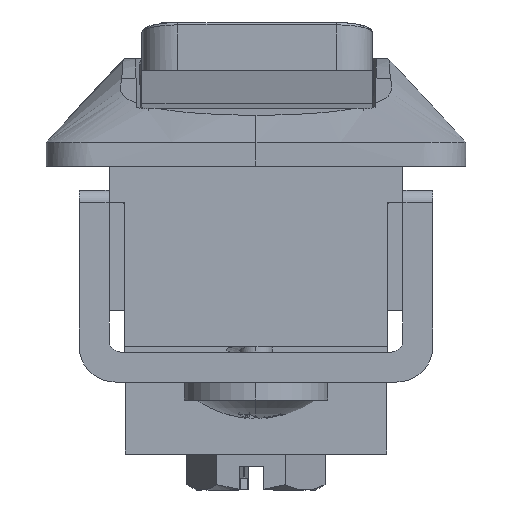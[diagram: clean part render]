
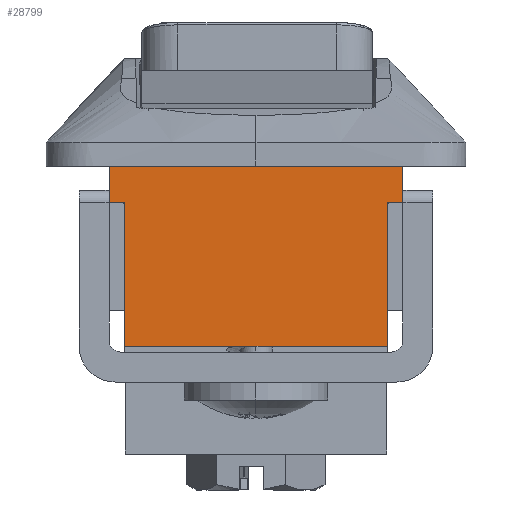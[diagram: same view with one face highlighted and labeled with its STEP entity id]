
A CAD part, left-side view. The second image highlights one B-rep face of the part: STEP entity #28799.
In plain terms, the highlighted planar face has unit normal (1, 0, 0.005).
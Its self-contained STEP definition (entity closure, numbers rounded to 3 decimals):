
#1964 = LINE ( 'NONE', #6696, #25753 ) ;
#4475 = DIRECTION ( 'NONE',  ( 0.005, 0., -1. ) ) ;
#4652 = DIRECTION ( 'NONE',  ( 0.005, 0.004, -1. ) ) ;
#5383 = CARTESIAN_POINT ( 'NONE',  ( -73.65, 12.25, -24. ) ) ;
#6696 = CARTESIAN_POINT ( 'NONE',  ( -73.71, 10.984, -12. ) ) ;
#6831 = CARTESIAN_POINT ( 'NONE',  ( -73.65, 10.936, -24. ) ) ;
#6843 = VECTOR ( 'NONE', #49068, 1000. ) ;
#8673 = ORIENTED_EDGE ( 'NONE', *, *, #41129, .F. ) ;
#9044 = DIRECTION ( 'NONE',  ( 0.005, 0., -1. ) ) ;
#9103 = ORIENTED_EDGE ( 'NONE', *, *, #37959, .F. ) ;
#10062 = ORIENTED_EDGE ( 'NONE', *, *, #38849, .F. ) ;
#11159 = EDGE_CURVE ( 'NONE', #20815, #60329, #50311, .T. ) ;
#11745 = DIRECTION ( 'NONE',  ( 0., 1., 0. ) ) ;
#13755 = EDGE_LOOP ( 'NONE', ( #43613, #59834, #8673, #36365, #10062, #49917, #14121, #9103 ) ) ;
#14121 = ORIENTED_EDGE ( 'NONE', *, *, #53331, .T. ) ;
#17268 = CARTESIAN_POINT ( 'NONE',  ( -73.71, -10.984, -12. ) ) ;
#18559 = CARTESIAN_POINT ( 'NONE',  ( -73.75, -12.25, -4. ) ) ;
#19232 = LINE ( 'NONE', #52290, #30356 ) ;
#20815 = VERTEX_POINT ( 'NONE', #58211 ) ;
#20887 = LINE ( 'NONE', #44292, #6843 ) ;
#20949 = CARTESIAN_POINT ( 'NONE',  ( -73.725, 12.25, -9. ) ) ;
#23630 = LINE ( 'NONE', #55239, #59993 ) ;
#25753 = VECTOR ( 'NONE', #58921, 1000. ) ;
#28799 = ADVANCED_FACE ( 'NONE', ( #52305 ), #36534, .T. ) ;
#29220 = LINE ( 'NONE', #5383, #54447 ) ;
#30356 = VECTOR ( 'NONE', #33399, 1000. ) ;
#31338 = VERTEX_POINT ( 'NONE', #34403 ) ;
#31492 = VERTEX_POINT ( 'NONE', #54504 ) ;
#32610 = CARTESIAN_POINT ( 'NONE',  ( -73.75, 12.25, -4. ) ) ;
#33399 = DIRECTION ( 'NONE',  ( 0., -1., 0. ) ) ;
#34403 = CARTESIAN_POINT ( 'NONE',  ( -73.71, -12.25, -12. ) ) ;
#35940 = EDGE_CURVE ( 'NONE', #40701, #59780, #44543, .T. ) ;
#36365 = ORIENTED_EDGE ( 'NONE', *, *, #44233, .T. ) ;
#36534 = PLANE ( 'NONE',  #49760 ) ;
#37124 = CARTESIAN_POINT ( 'NONE',  ( -73.65, -10.936, -24. ) ) ;
#37356 = DIRECTION ( 'NONE',  ( 1., 0., 0.005 ) ) ;
#37690 = VECTOR ( 'NONE', #11745, 1000. ) ;
#37959 = EDGE_CURVE ( 'NONE', #40701, #31338, #19232, .T. ) ;
#38849 = EDGE_CURVE ( 'NONE', #60329, #31492, #23630, .T. ) ;
#38894 = CARTESIAN_POINT ( 'NONE',  ( -73.71, 10.984, -12. ) ) ;
#40701 = VERTEX_POINT ( 'NONE', #17268 ) ;
#41129 = EDGE_CURVE ( 'NONE', #47732, #61521, #1964, .T. ) ;
#43613 = ORIENTED_EDGE ( 'NONE', *, *, #35940, .T. ) ;
#44233 = EDGE_CURVE ( 'NONE', #47732, #31492, #20887, .T. ) ;
#44292 = CARTESIAN_POINT ( 'NONE',  ( -73.71, 12.25, -12. ) ) ;
#44543 = LINE ( 'NONE', #61455, #55710 ) ;
#45655 = DIRECTION ( 'NONE',  ( 0.005, 0., -1. ) ) ;
#47732 = VERTEX_POINT ( 'NONE', #38894 ) ;
#49068 = DIRECTION ( 'NONE',  ( 0., 1., 0. ) ) ;
#49760 = AXIS2_PLACEMENT_3D ( 'NONE', #32610, #37356, #9044 ) ;
#49917 = ORIENTED_EDGE ( 'NONE', *, *, #11159, .F. ) ;
#50311 = LINE ( 'NONE', #58998, #37690 ) ;
#50748 = VECTOR ( 'NONE', #4475, 1000. ) ;
#52269 = LINE ( 'NONE', #18559, #50748 ) ;
#52290 = CARTESIAN_POINT ( 'NONE',  ( -73.71, 12.25, -12. ) ) ;
#52305 = FACE_OUTER_BOUND ( 'NONE', #13755, .T. ) ;
#52623 = DIRECTION ( 'NONE',  ( 0., 1., 0. ) ) ;
#53331 = EDGE_CURVE ( 'NONE', #20815, #31338, #52269, .T. ) ;
#53682 = EDGE_CURVE ( 'NONE', #59780, #61521, #29220, .T. ) ;
#54447 = VECTOR ( 'NONE', #52623, 1000. ) ;
#54504 = CARTESIAN_POINT ( 'NONE',  ( -73.71, 12.25, -12. ) ) ;
#55239 = CARTESIAN_POINT ( 'NONE',  ( -73.725, 12.25, -9. ) ) ;
#55710 = VECTOR ( 'NONE', #4652, 1000. ) ;
#58211 = CARTESIAN_POINT ( 'NONE',  ( -73.725, -12.25, -9. ) ) ;
#58921 = DIRECTION ( 'NONE',  ( 0.005, -0.004, -1. ) ) ;
#58998 = CARTESIAN_POINT ( 'NONE',  ( -73.725, -17.5, -9. ) ) ;
#59780 = VERTEX_POINT ( 'NONE', #37124 ) ;
#59834 = ORIENTED_EDGE ( 'NONE', *, *, #53682, .T. ) ;
#59993 = VECTOR ( 'NONE', #45655, 1000. ) ;
#60329 = VERTEX_POINT ( 'NONE', #20949 ) ;
#61455 = CARTESIAN_POINT ( 'NONE',  ( -73.71, -10.984, -12. ) ) ;
#61521 = VERTEX_POINT ( 'NONE', #6831 ) ;
